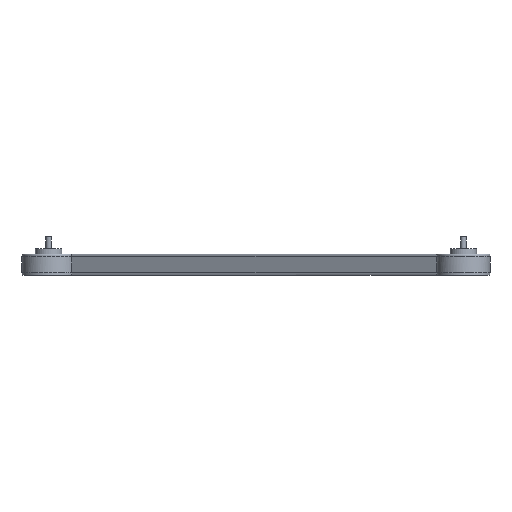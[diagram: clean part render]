
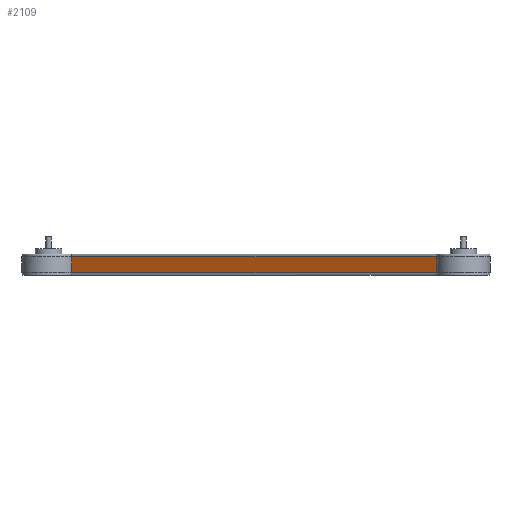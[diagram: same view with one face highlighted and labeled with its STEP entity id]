
A CAD part, left-side view. The second image highlights one B-rep face of the part: STEP entity #2109.
In plain terms, the highlighted planar face has unit normal (-0.866, 0.5, 0).
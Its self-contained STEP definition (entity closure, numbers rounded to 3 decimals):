
#44 = EDGE_CURVE ( 'NONE', #437, #2103, #2307, .T. ) ;
#59 = CARTESIAN_POINT ( 'NONE',  ( 29.167, 50.518, -4.5 ) ) ;
#258 = CARTESIAN_POINT ( 'NONE',  ( 2.5, 4.33, -1. ) ) ;
#275 = DIRECTION ( 'NONE',  ( 0., 0., -1. ) ) ;
#302 = ORIENTED_EDGE ( 'NONE', *, *, #2532, .T. ) ;
#437 = VERTEX_POINT ( 'NONE', #2341 ) ;
#506 = EDGE_LOOP ( 'NONE', ( #302, #2118, #707, #624 ) ) ;
#525 = DIRECTION ( 'NONE',  ( 0., 0., -1. ) ) ;
#624 = ORIENTED_EDGE ( 'NONE', *, *, #44, .T. ) ;
#640 = CARTESIAN_POINT ( 'NONE',  ( 42.5, 73.612, -1. ) ) ;
#648 = DIRECTION ( 'NONE',  ( 0.5, 0.866, 0. ) ) ;
#649 = FACE_OUTER_BOUND ( 'NONE', #506, .T. ) ;
#707 = ORIENTED_EDGE ( 'NONE', *, *, #1675, .F. ) ;
#711 = CARTESIAN_POINT ( 'NONE',  ( 2.5, 4.33, -4.5 ) ) ;
#790 = CARTESIAN_POINT ( 'NONE',  ( 42.5, 73.612, -1.5 ) ) ;
#854 = LINE ( 'NONE', #258, #2396 ) ;
#867 = CARTESIAN_POINT ( 'NONE',  ( 2.5, 4.33, -4.5 ) ) ;
#888 = AXIS2_PLACEMENT_3D ( 'NONE', #640, #1485, #648 ) ;
#913 = EDGE_CURVE ( 'NONE', #1288, #2137, #1053, .T. ) ;
#1040 = CARTESIAN_POINT ( 'NONE',  ( 42.5, 73.612, -4.5 ) ) ;
#1053 = B_SPLINE_CURVE_WITH_KNOTS ( 'NONE', 3,
 ( #1335, #59, #1522, #711 ),
 .UNSPECIFIED., .F., .F.,
 ( 4, 4 ),
 ( 0., 1. ),
 .UNSPECIFIED. ) ;
#1288 = VERTEX_POINT ( 'NONE', #1040 ) ;
#1335 = CARTESIAN_POINT ( 'NONE',  ( 42.5, 73.612, -4.5 ) ) ;
#1412 = CARTESIAN_POINT ( 'NONE',  ( 2.5, 4.33, -1.5 ) ) ;
#1485 = DIRECTION ( 'NONE',  ( 0.866, -0.5, 0. ) ) ;
#1522 = CARTESIAN_POINT ( 'NONE',  ( 15.833, 27.424, -4.5 ) ) ;
#1636 = PLANE ( 'NONE',  #888 ) ;
#1675 = EDGE_CURVE ( 'NONE', #437, #2137, #854, .T. ) ;
#1766 = CARTESIAN_POINT ( 'NONE',  ( 42.5, 73.612, -1. ) ) ;
#1869 = CARTESIAN_POINT ( 'NONE',  ( 29.167, 50.518, -1.5 ) ) ;
#2035 = VECTOR ( 'NONE', #275, 1000. ) ;
#2103 = VERTEX_POINT ( 'NONE', #790 ) ;
#2109 = ADVANCED_FACE ( 'NONE', ( #649 ), #1636, .F. ) ;
#2118 = ORIENTED_EDGE ( 'NONE', *, *, #913, .T. ) ;
#2137 = VERTEX_POINT ( 'NONE', #867 ) ;
#2232 = LINE ( 'NONE', #1766, #2035 ) ;
#2290 = CARTESIAN_POINT ( 'NONE',  ( 42.5, 73.612, -1.5 ) ) ;
#2307 = B_SPLINE_CURVE_WITH_KNOTS ( 'NONE', 3,
 ( #1412, #2487, #1869, #2290 ),
 .UNSPECIFIED., .F., .F.,
 ( 4, 4 ),
 ( 0., 1. ),
 .UNSPECIFIED. ) ;
#2341 = CARTESIAN_POINT ( 'NONE',  ( 2.5, 4.33, -1.5 ) ) ;
#2396 = VECTOR ( 'NONE', #525, 1000. ) ;
#2487 = CARTESIAN_POINT ( 'NONE',  ( 15.833, 27.424, -1.5 ) ) ;
#2532 = EDGE_CURVE ( 'NONE', #2103, #1288, #2232, .T. ) ;
